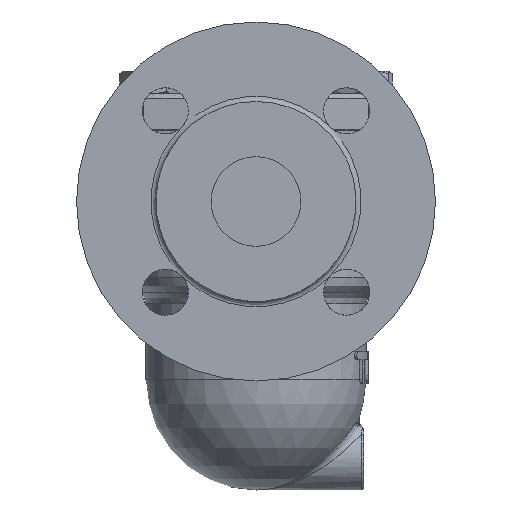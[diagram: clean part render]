
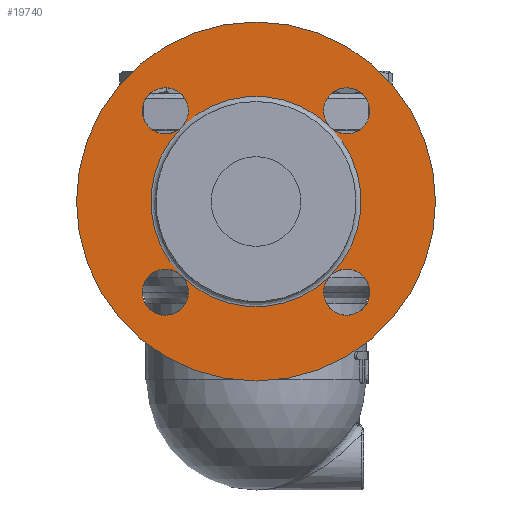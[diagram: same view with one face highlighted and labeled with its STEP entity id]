
A CAD part, left-side view. The second image highlights one B-rep face of the part: STEP entity #19740.
In plain terms, the highlighted planar face has unit normal (-1, 0, 0).
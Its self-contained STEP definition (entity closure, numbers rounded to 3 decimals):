
#19654=CARTESIAN_POINT('',(-111.,0.,58.5));
#19655=VERTEX_POINT('',#19654);
#19656=CARTESIAN_POINT('',(-111.,0.0,-11.5));
#19657=DIRECTION('',(1.0,0.0,0.0));
#19658=DIRECTION('',(0.0,0.0,-1.0));
#19659=AXIS2_PLACEMENT_3D('',#19656,#19657,#19658);
#19660=CIRCLE('',#19659,70.0);
#19661=EDGE_CURVE('',#19655,#19655,#19660,.T.);
#19666=CARTESIAN_POINT('',(-111.,0.0,-11.5));
#19667=DIRECTION('',(1.0,0.0,0.0));
#19668=DIRECTION('',(0.0,0.0,-1.0));
#19669=AXIS2_PLACEMENT_3D('',#19666,#19667,#19668);
#19670=PLANE('',#19669);
#19671=ORIENTED_EDGE('',*,*,#19661,.F.);
#19672=EDGE_LOOP('',(#19671));
#19673=FACE_OUTER_BOUND('',#19672,.T.);
#19674=CARTESIAN_POINT('',(-111.,28.991,-40.491));
#19675=VERTEX_POINT('',#19674);
#19676=CARTESIAN_POINT('',(-111.,-28.991,-40.491));
#19677=VERTEX_POINT('',#19676);
#19678=CARTESIAN_POINT('',(-111.,0.0,-11.5));
#19679=DIRECTION('',(-1.0,0.0,0.0));
#19680=DIRECTION('',(0.0,0.0,-1.0));
#19681=AXIS2_PLACEMENT_3D('',#19678,#19679,#19680);
#19682=CIRCLE('',#19681,41.);
#19683=EDGE_CURVE('',#19675,#19677,#19682,.T.);
#19684=ORIENTED_EDGE('',*,*,#19683,.F.);
#19685=CARTESIAN_POINT('',(-111.,35.355,-46.855));
#19686=DIRECTION('',(-1.0,0.0,0.0));
#19687=DIRECTION('',(0.0,1.0,0.0));
#19688=AXIS2_PLACEMENT_3D('',#19685,#19686,#19687);
#19689=CIRCLE('',#19688,9.0);
#19690=EDGE_CURVE('',#19675,#19675,#19689,.T.);
#19691=ORIENTED_EDGE('',*,*,#19690,.F.);
#19692=CARTESIAN_POINT('',(-111.,28.991,17.491));
#19693=VERTEX_POINT('',#19692);
#19694=CARTESIAN_POINT('',(-111.,0.0,-11.5));
#19695=DIRECTION('',(-1.0,0.0,0.0));
#19696=DIRECTION('',(0.0,0.0,-1.0));
#19697=AXIS2_PLACEMENT_3D('',#19694,#19695,#19696);
#19698=CIRCLE('',#19697,41.);
#19699=EDGE_CURVE('',#19693,#19675,#19698,.T.);
#19700=ORIENTED_EDGE('',*,*,#19699,.F.);
#19701=CARTESIAN_POINT('',(-111.,35.355,23.855));
#19702=DIRECTION('',(-1.0,0.0,0.0));
#19703=DIRECTION('',(0.0,0.0,1.0));
#19704=AXIS2_PLACEMENT_3D('',#19701,#19702,#19703);
#19705=CIRCLE('',#19704,9.0);
#19706=EDGE_CURVE('',#19693,#19693,#19705,.T.);
#19707=ORIENTED_EDGE('',*,*,#19706,.F.);
#19708=CARTESIAN_POINT('',(-111.,-28.991,17.491));
#19709=VERTEX_POINT('',#19708);
#19710=CARTESIAN_POINT('',(-111.,0.0,-11.5));
#19711=DIRECTION('',(-1.0,0.0,0.0));
#19712=DIRECTION('',(0.0,0.0,-1.0));
#19713=AXIS2_PLACEMENT_3D('',#19710,#19711,#19712);
#19714=CIRCLE('',#19713,41.);
#19715=EDGE_CURVE('',#19709,#19693,#19714,.T.);
#19716=ORIENTED_EDGE('',*,*,#19715,.F.);
#19717=CARTESIAN_POINT('',(-111.,-35.355,23.855));
#19718=DIRECTION('',(-1.0,0.0,0.0));
#19719=DIRECTION('',(0.0,-1.0,0.0));
#19720=AXIS2_PLACEMENT_3D('',#19717,#19718,#19719);
#19721=CIRCLE('',#19720,9.0);
#19722=EDGE_CURVE('',#19709,#19709,#19721,.T.);
#19723=ORIENTED_EDGE('',*,*,#19722,.F.);
#19724=CARTESIAN_POINT('',(-111.,0.0,-11.5));
#19725=DIRECTION('',(-1.0,0.0,0.0));
#19726=DIRECTION('',(0.0,0.0,-1.0));
#19727=AXIS2_PLACEMENT_3D('',#19724,#19725,#19726);
#19728=CIRCLE('',#19727,41.);
#19729=EDGE_CURVE('',#19677,#19709,#19728,.T.);
#19730=ORIENTED_EDGE('',*,*,#19729,.F.);
#19731=CARTESIAN_POINT('',(-111.,-35.355,-46.855));
#19732=DIRECTION('',(-1.0,0.0,0.0));
#19733=DIRECTION('',(0.0,0.0,-1.0));
#19734=AXIS2_PLACEMENT_3D('',#19731,#19732,#19733);
#19735=CIRCLE('',#19734,9.0);
#19736=EDGE_CURVE('',#19677,#19677,#19735,.T.);
#19737=ORIENTED_EDGE('',*,*,#19736,.F.);
#19738=EDGE_LOOP('',(#19684,#19691,#19700,#19707,#19716,#19723,#19730,#19737));
#19739=FACE_BOUND('',#19738,.T.);
#19740=ADVANCED_FACE('',(#19673,#19739),#19670,.F.);
